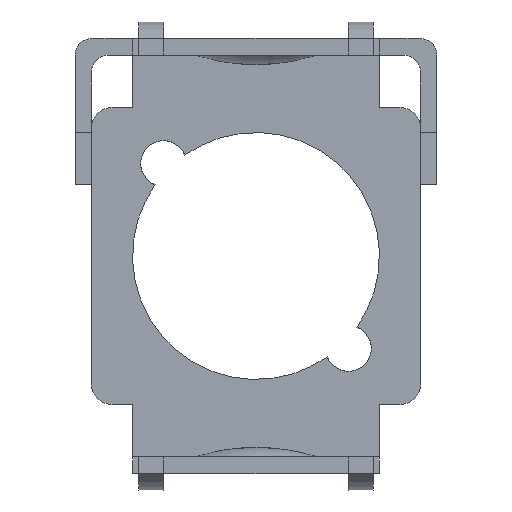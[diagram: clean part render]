
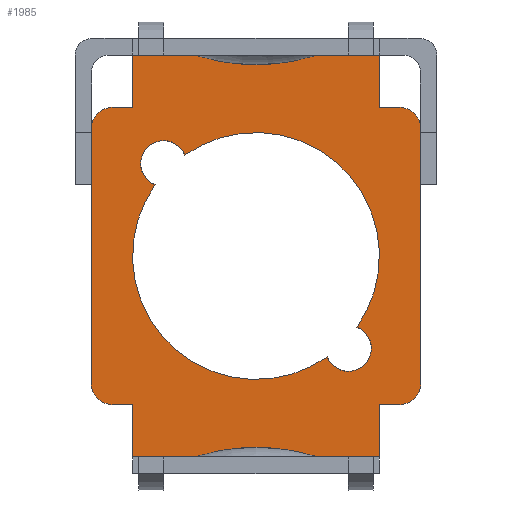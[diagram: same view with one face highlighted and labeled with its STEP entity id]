
A CAD part, front view. The second image highlights one B-rep face of the part: STEP entity #1985.
In plain terms, the highlighted planar face has unit normal (0, -1, 0).
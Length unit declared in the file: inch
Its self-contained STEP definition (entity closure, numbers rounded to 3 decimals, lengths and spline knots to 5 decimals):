
#25=FACE_BOUND('',#228,.T.);
#123=FACE_OUTER_BOUND('',#227,.T.);
#227=EDGE_LOOP('',(#1653,#1654,#1655,#1656,#1657,#1658,#1659,#1660,#1661,
#1662,#1663,#1664,#1665,#1666,#1667,#1668,#1669,#1670,#1671,#1672));
#228=EDGE_LOOP('',(#1673,#1674,#1675,#1676));
#269=CIRCLE('',#2029,0.02);
#277=CIRCLE('',#2043,0.2);
#287=CIRCLE('',#2059,0.2);
#307=CIRCLE('',#2108,0.02183);
#309=CIRCLE('',#2111,0.02183);
#323=CIRCLE('',#2144,0.02);
#324=CIRCLE('',#2145,0.02);
#325=CIRCLE('',#2146,0.02);
#326=CIRCLE('',#2147,0.118);
#327=CIRCLE('',#2148,0.118);
#371=LINE('',#2938,#593);
#374=LINE('',#2967,#596);
#395=LINE('',#3068,#617);
#396=LINE('',#3070,#618);
#411=LINE('',#3101,#633);
#469=LINE('',#3229,#691);
#505=LINE('',#3347,#727);
#506=LINE('',#3350,#728);
#507=LINE('',#3351,#729);
#508=LINE('',#3353,#730);
#509=LINE('',#3355,#731);
#510=LINE('',#3359,#732);
#511=LINE('',#3363,#733);
#512=LINE('',#3364,#734);
#593=VECTOR('',#2289,0.05868);
#596=VECTOR('',#2292,0.05868);
#617=VECTOR('',#2339,0.05868);
#618=VECTOR('',#2340,0.05868);
#633=VECTOR('',#2359,0.05);
#691=VECTOR('',#2469,0.05);
#727=VECTOR('',#2603,0.0195);
#728=VECTOR('',#2606,0.244);
#729=VECTOR('',#2607,0.0195);
#730=VECTOR('',#2608,0.05);
#731=VECTOR('',#2609,0.0195);
#732=VECTOR('',#2612,0.244);
#733=VECTOR('',#2615,0.0195);
#734=VECTOR('',#2616,0.05);
#785=VERTEX_POINT('',#2766);
#786=VERTEX_POINT('',#2767);
#808=VERTEX_POINT('',#2842);
#810=VERTEX_POINT('',#2846);
#830=VERTEX_POINT('',#2935);
#831=VERTEX_POINT('',#2937);
#834=VERTEX_POINT('',#2964);
#835=VERTEX_POINT('',#2966);
#857=VERTEX_POINT('',#3066);
#858=VERTEX_POINT('',#3069);
#872=VERTEX_POINT('',#3100);
#916=VERTEX_POINT('',#3227);
#928=VERTEX_POINT('',#3264);
#929=VERTEX_POINT('',#3266);
#932=VERTEX_POINT('',#3273);
#933=VERTEX_POINT('',#3275);
#949=VERTEX_POINT('',#3346);
#950=VERTEX_POINT('',#3348);
#951=VERTEX_POINT('',#3352);
#952=VERTEX_POINT('',#3354);
#953=VERTEX_POINT('',#3356);
#954=VERTEX_POINT('',#3358);
#955=VERTEX_POINT('',#3360);
#956=VERTEX_POINT('',#3362);
#981=EDGE_CURVE('',#785,#786,#269,.T.);
#1010=EDGE_CURVE('',#808,#810,#277,.T.);
#1031=EDGE_CURVE('',#830,#831,#371,.T.);
#1035=EDGE_CURVE('',#834,#835,#374,.T.);
#1055=EDGE_CURVE('',#834,#831,#287,.T.);
#1065=EDGE_CURVE('',#857,#810,#395,.T.);
#1066=EDGE_CURVE('',#808,#858,#396,.T.);
#1081=EDGE_CURVE('',#858,#872,#411,.T.);
#1149=EDGE_CURVE('',#916,#830,#469,.T.);
#1167=EDGE_CURVE('',#929,#928,#307,.T.);
#1171=EDGE_CURVE('',#933,#932,#309,.T.);
#1207=EDGE_CURVE('',#949,#916,#505,.T.);
#1208=EDGE_CURVE('',#950,#949,#323,.T.);
#1209=EDGE_CURVE('',#786,#950,#506,.T.);
#1210=EDGE_CURVE('',#872,#785,#507,.T.);
#1211=EDGE_CURVE('',#951,#857,#508,.T.);
#1212=EDGE_CURVE('',#952,#951,#509,.T.);
#1213=EDGE_CURVE('',#953,#952,#324,.T.);
#1214=EDGE_CURVE('',#954,#953,#510,.T.);
#1215=EDGE_CURVE('',#955,#954,#325,.T.);
#1216=EDGE_CURVE('',#956,#955,#511,.T.);
#1217=EDGE_CURVE('',#835,#956,#512,.T.);
#1218=EDGE_CURVE('',#928,#933,#326,.T.);
#1219=EDGE_CURVE('',#932,#929,#327,.T.);
#1653=ORIENTED_EDGE('',*,*,#1035,.F.);
#1654=ORIENTED_EDGE('',*,*,#1055,.T.);
#1655=ORIENTED_EDGE('',*,*,#1031,.F.);
#1656=ORIENTED_EDGE('',*,*,#1149,.F.);
#1657=ORIENTED_EDGE('',*,*,#1207,.F.);
#1658=ORIENTED_EDGE('',*,*,#1208,.F.);
#1659=ORIENTED_EDGE('',*,*,#1209,.F.);
#1660=ORIENTED_EDGE('',*,*,#981,.F.);
#1661=ORIENTED_EDGE('',*,*,#1210,.F.);
#1662=ORIENTED_EDGE('',*,*,#1081,.F.);
#1663=ORIENTED_EDGE('',*,*,#1066,.F.);
#1664=ORIENTED_EDGE('',*,*,#1010,.T.);
#1665=ORIENTED_EDGE('',*,*,#1065,.F.);
#1666=ORIENTED_EDGE('',*,*,#1211,.F.);
#1667=ORIENTED_EDGE('',*,*,#1212,.F.);
#1668=ORIENTED_EDGE('',*,*,#1213,.F.);
#1669=ORIENTED_EDGE('',*,*,#1214,.F.);
#1670=ORIENTED_EDGE('',*,*,#1215,.F.);
#1671=ORIENTED_EDGE('',*,*,#1216,.F.);
#1672=ORIENTED_EDGE('',*,*,#1217,.F.);
#1673=ORIENTED_EDGE('',*,*,#1167,.T.);
#1674=ORIENTED_EDGE('',*,*,#1218,.T.);
#1675=ORIENTED_EDGE('',*,*,#1171,.T.);
#1676=ORIENTED_EDGE('',*,*,#1219,.T.);
#1894=PLANE('',#2143);
#1985=ADVANCED_FACE('',(#123,#25),#1894,.F.);
#2029=AXIS2_PLACEMENT_3D('',#2768,#2207,#2208);
#2043=AXIS2_PLACEMENT_3D('',#2848,#2255,#2256);
#2059=AXIS2_PLACEMENT_3D('',#3004,#2319,#2320);
#2108=AXIS2_PLACEMENT_3D('',#3267,#2507,#2508);
#2111=AXIS2_PLACEMENT_3D('',#3276,#2515,#2516);
#2143=AXIS2_PLACEMENT_3D('',#3345,#2601,#2602);
#2144=AXIS2_PLACEMENT_3D('',#3349,#2604,#2605);
#2145=AXIS2_PLACEMENT_3D('',#3357,#2610,#2611);
#2146=AXIS2_PLACEMENT_3D('',#3361,#2613,#2614);
#2147=AXIS2_PLACEMENT_3D('',#3365,#2617,#2618);
#2148=AXIS2_PLACEMENT_3D('',#3366,#2619,#2620);
#2207=DIRECTION('center_axis',(0.,1.,0.));
#2208=DIRECTION('ref_axis',(1.,0.,0.));
#2255=DIRECTION('center_axis',(0.,1.,0.));
#2256=DIRECTION('ref_axis',(0.,0.,1.));
#2289=DIRECTION('',(1.,0.,0.));
#2292=DIRECTION('',(1.,0.,0.));
#2319=DIRECTION('center_axis',(0.,1.,0.));
#2320=DIRECTION('ref_axis',(0.,0.,1.));
#2339=DIRECTION('',(-1.,0.,0.));
#2340=DIRECTION('',(-1.,0.,0.));
#2359=DIRECTION('',(0.,0.,1.));
#2469=DIRECTION('',(0.,0.,1.));
#2507=DIRECTION('center_axis',(0.,1.,0.));
#2508=DIRECTION('ref_axis',(1.,0.,0.));
#2515=DIRECTION('center_axis',(0.,1.,0.));
#2516=DIRECTION('ref_axis',(1.,0.,0.));
#2601=DIRECTION('center_axis',(0.,1.,0.));
#2602=DIRECTION('ref_axis',(0.,0.,1.));
#2603=DIRECTION('',(1.,0.,0.));
#2604=DIRECTION('center_axis',(0.,1.,0.));
#2605=DIRECTION('ref_axis',(1.,0.,0.));
#2606=DIRECTION('',(0.,0.,1.));
#2607=DIRECTION('',(-1.,0.,0.));
#2608=DIRECTION('',(0.,0.,-1.));
#2609=DIRECTION('',(-1.,0.,0.));
#2610=DIRECTION('center_axis',(0.,1.,0.));
#2611=DIRECTION('ref_axis',(1.,0.,0.));
#2612=DIRECTION('',(0.,0.,-1.));
#2613=DIRECTION('center_axis',(0.,1.,0.));
#2614=DIRECTION('ref_axis',(1.,0.,0.));
#2615=DIRECTION('',(1.,0.,0.));
#2616=DIRECTION('',(0.,0.,-1.));
#2617=DIRECTION('center_axis',(0.,1.,0.));
#2618=DIRECTION('ref_axis',(1.,0.,0.));
#2619=DIRECTION('center_axis',(0.,1.,0.));
#2620=DIRECTION('ref_axis',(1.,0.,0.));
#2766=CARTESIAN_POINT('',(-0.1375,0.378,-0.142));
#2767=CARTESIAN_POINT('',(-0.1575,0.378,-0.122));
#2768=CARTESIAN_POINT('Origin',(-0.1375,0.378,-0.122));
#2842=CARTESIAN_POINT('',(-0.05932,0.378,-0.192));
#2846=CARTESIAN_POINT('',(0.05932,0.378,-0.192));
#2848=CARTESIAN_POINT('Origin',(0.,0.378,-0.383));
#2935=CARTESIAN_POINT('',(-0.118,0.378,0.192));
#2937=CARTESIAN_POINT('',(-0.05932,0.378,0.192));
#2938=CARTESIAN_POINT('',(-0.118,0.378,0.192));
#2964=CARTESIAN_POINT('',(0.05932,0.378,0.192));
#2966=CARTESIAN_POINT('',(0.118,0.378,0.192));
#2967=CARTESIAN_POINT('',(-0.118,0.378,0.192));
#3004=CARTESIAN_POINT('Origin',(0.,0.378,0.383));
#3066=CARTESIAN_POINT('',(0.118,0.378,-0.192));
#3068=CARTESIAN_POINT('',(0.118,0.378,-0.192));
#3069=CARTESIAN_POINT('',(-0.118,0.378,-0.192));
#3070=CARTESIAN_POINT('',(0.118,0.378,-0.192));
#3100=CARTESIAN_POINT('',(-0.118,0.378,-0.142));
#3101=CARTESIAN_POINT('',(-0.118,0.378,-0.192));
#3227=CARTESIAN_POINT('',(-0.118,0.378,0.142));
#3229=CARTESIAN_POINT('',(-0.118,0.378,0.142));
#3264=CARTESIAN_POINT('',(-0.06809,0.378,0.09637));
#3266=CARTESIAN_POINT('',(-0.09637,0.378,0.06809));
#3267=CARTESIAN_POINT('Origin',(-0.08842,0.378,0.08842));
#3273=CARTESIAN_POINT('',(0.06809,0.378,-0.09637));
#3275=CARTESIAN_POINT('',(0.09637,0.378,-0.06809));
#3276=CARTESIAN_POINT('Origin',(0.08842,0.378,-0.08842));
#3345=CARTESIAN_POINT('Origin',(-0.1375,0.378,-0.122));
#3346=CARTESIAN_POINT('',(-0.1375,0.378,0.142));
#3347=CARTESIAN_POINT('',(-0.1375,0.378,0.142));
#3348=CARTESIAN_POINT('',(-0.1575,0.378,0.122));
#3349=CARTESIAN_POINT('Origin',(-0.1375,0.378,0.122));
#3350=CARTESIAN_POINT('',(-0.1575,0.378,-0.122));
#3351=CARTESIAN_POINT('',(-0.118,0.378,-0.142));
#3352=CARTESIAN_POINT('',(0.118,0.378,-0.142));
#3353=CARTESIAN_POINT('',(0.118,0.378,-0.142));
#3354=CARTESIAN_POINT('',(0.1375,0.378,-0.142));
#3355=CARTESIAN_POINT('',(0.1375,0.378,-0.142));
#3356=CARTESIAN_POINT('',(0.1575,0.378,-0.122));
#3357=CARTESIAN_POINT('Origin',(0.1375,0.378,-0.122));
#3358=CARTESIAN_POINT('',(0.1575,0.378,0.122));
#3359=CARTESIAN_POINT('',(0.1575,0.378,0.122));
#3360=CARTESIAN_POINT('',(0.1375,0.378,0.142));
#3361=CARTESIAN_POINT('Origin',(0.1375,0.378,0.122));
#3362=CARTESIAN_POINT('',(0.118,0.378,0.142));
#3363=CARTESIAN_POINT('',(0.118,0.378,0.142));
#3364=CARTESIAN_POINT('',(0.118,0.378,0.192));
#3365=CARTESIAN_POINT('Origin',(0.,0.378,0.));
#3366=CARTESIAN_POINT('Origin',(0.,0.378,0.));
